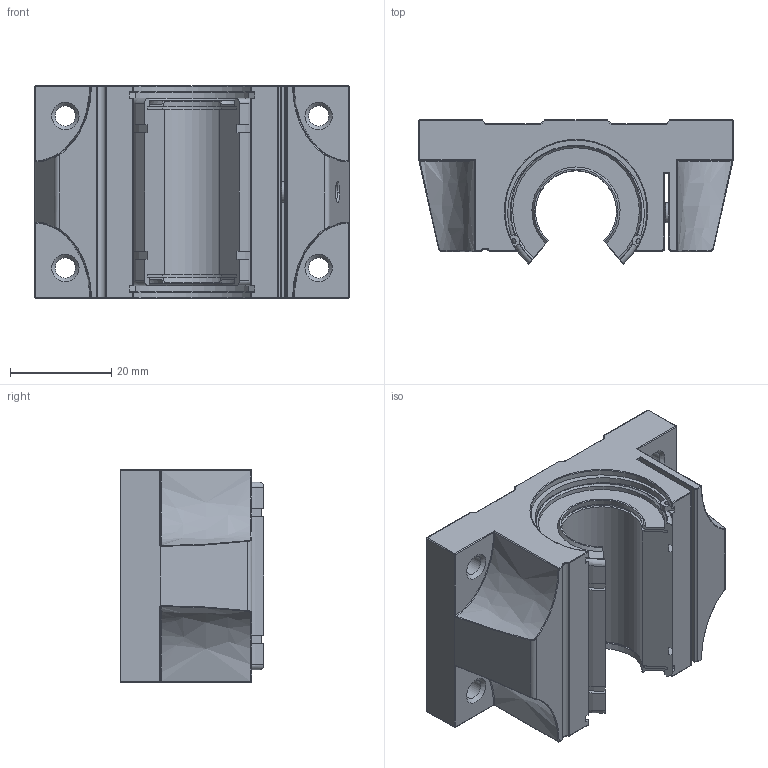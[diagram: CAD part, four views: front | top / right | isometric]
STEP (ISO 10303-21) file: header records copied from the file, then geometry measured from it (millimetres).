
FILE_DESCRIPTION(/* description */ (''),/* implementation_level */ '2;1');
FILE_NAME(/* name */ '16 mm rail support TBR16UU v1.step',/* time_stamp */ '2022-03-25T19:43:56-04:00',/* author */ (''),/* organization */ (''),/* preprocessor_version */ 'ST-DEVELOPER v18.1',/* originating_system */ 'Autodesk Translation Framework v10.13.0.1454',/* authorisation */ '');
FILE_SCHEMA (('AUTOMOTIVE_DESIGN { 1 0 10303 214 3 1 1 }'));
Length unit declared in the file: millimetre
Products named in the file (3): 16 mm rail support TBR16UU; TBR16UU; LM16UUOP
Assembly tree (2 placements, depth 2):
  16 mm rail support TBR16UU
    TBR16UU
    LM16UUOP
Bounding box: 62 x 28.41 x 42 mm (x, y, z)
Volume: 45015.8 mm3; surface area: 20551.5 mm2
Topology: 9 solids, 9 shells, 320 faces, 760 edges, 411 vertices
Faces by surface type: cylinder 134, plane 75, bspline 46, sphere 36, cone 18, torus 11
Full cylindrical faces by diameter (mm): 1 x4, 3.4 x1, 4 x5
Entity records: 11644 total; most frequent: CARTESIAN_POINT 4620, DIRECTION 1472, ORIENTED_EDGE 1424, EDGE_CURVE 712, AXIS2_PLACEMENT_3D 575, VERTEX_POINT 411, EDGE_LOOP 339, LINE 322
